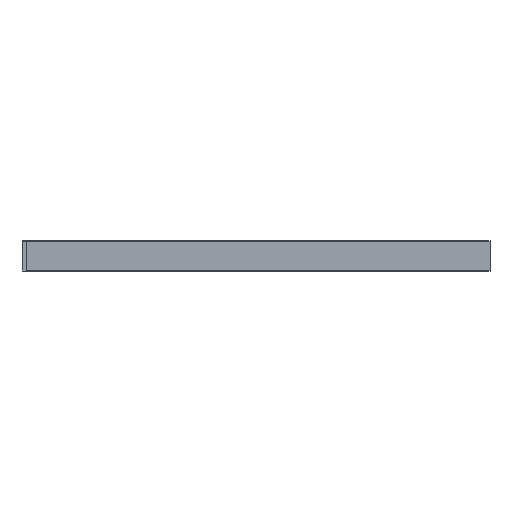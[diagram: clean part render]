
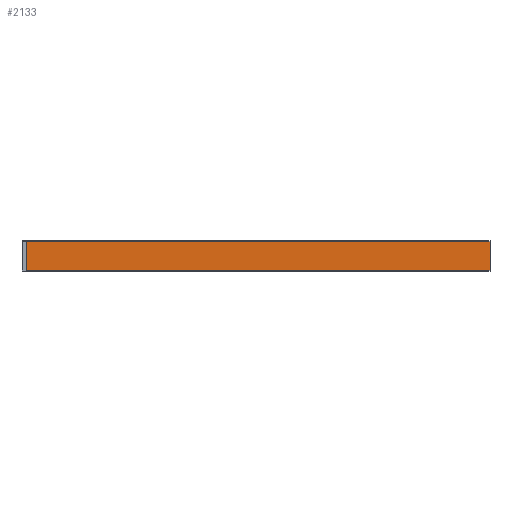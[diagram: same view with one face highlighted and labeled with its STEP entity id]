
A CAD part, top view. The second image highlights one B-rep face of the part: STEP entity #2133.
In plain terms, the highlighted planar face has unit normal (0, 0, 1).
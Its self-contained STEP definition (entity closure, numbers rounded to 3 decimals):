
#107=FACE_OUTER_BOUND('',#220,.T.);
#220=EDGE_LOOP('',(#1502,#1503,#1504,#1505));
#462=LINE('',#3215,#678);
#472=LINE('',#3259,#688);
#473=LINE('',#3261,#689);
#474=LINE('',#3262,#690);
#678=VECTOR('',#2519,1.);
#688=VECTOR('',#2555,1.);
#689=VECTOR('',#2556,1.);
#690=VECTOR('',#2557,1.);
#906=VERTEX_POINT('',#3212);
#907=VERTEX_POINT('',#3214);
#928=VERTEX_POINT('',#3258);
#929=VERTEX_POINT('',#3260);
#1141=EDGE_CURVE('',#907,#906,#462,.T.);
#1163=EDGE_CURVE('',#906,#928,#472,.F.);
#1164=EDGE_CURVE('',#929,#928,#473,.T.);
#1165=EDGE_CURVE('',#907,#929,#474,.T.);
#1502=ORIENTED_EDGE('',*,*,#1163,.T.);
#1503=ORIENTED_EDGE('',*,*,#1164,.F.);
#1504=ORIENTED_EDGE('',*,*,#1165,.F.);
#1505=ORIENTED_EDGE('',*,*,#1141,.T.);
#2078=PLANE('',#2272);
#2133=ADVANCED_FACE('',(#107),#2078,.F.);
#2272=AXIS2_PLACEMENT_3D('',#3257,#2553,#2554);
#2519=DIRECTION('',(0.,1.,0.));
#2553=DIRECTION('center_axis',(0.,0.,-1.));
#2554=DIRECTION('ref_axis',(-1.,0.,0.));
#2555=DIRECTION('',(1.,0.,0.));
#2556=DIRECTION('',(0.,1.,0.));
#2557=DIRECTION('',(-1.,0.,0.));
#3212=CARTESIAN_POINT('',(3155.085,162.896,-37.6));
#3214=CARTESIAN_POINT('',(3155.085,-31.304,-37.6));
#3215=CARTESIAN_POINT('',(3155.085,65.796,-37.6));
#3257=CARTESIAN_POINT('Origin',(156.085,-31.304,-37.6));
#3258=CARTESIAN_POINT('',(156.075,162.896,-37.6));
#3259=CARTESIAN_POINT('',(156.08,162.896,-37.6));
#3260=CARTESIAN_POINT('',(156.075,-31.304,-37.6));
#3261=CARTESIAN_POINT('',(156.075,65.796,-37.6));
#3262=CARTESIAN_POINT('',(156.08,-31.304,-37.6));
